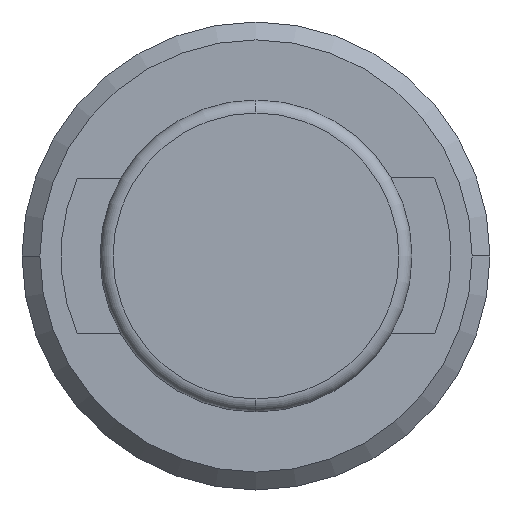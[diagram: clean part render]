
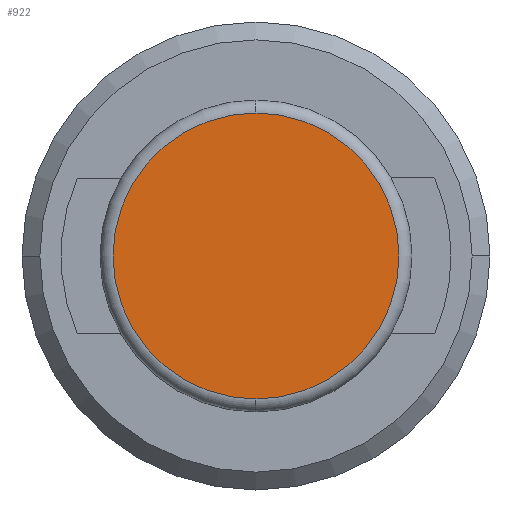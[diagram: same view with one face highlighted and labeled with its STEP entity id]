
A CAD part, left-side view. The second image highlights one B-rep face of the part: STEP entity #922.
In plain terms, the highlighted planar face has unit normal (-1, 0, 0).
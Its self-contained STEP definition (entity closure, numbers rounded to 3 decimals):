
#21 = DIRECTION ( 'NONE',  ( -1., 0., 0. ) ) ;
#73 = CARTESIAN_POINT ( 'NONE',  ( 0., 0., 0. ) ) ;
#191 = DIRECTION ( 'NONE',  ( 0., 0., 1. ) ) ;
#210 = ORIENTED_EDGE ( 'NONE', *, *, #824, .T. ) ;
#231 = CIRCLE ( 'NONE', #578, 22. ) ;
#260 = CIRCLE ( 'NONE', #1172, 22. ) ;
#299 = CARTESIAN_POINT ( 'NONE',  ( 0., 0., 0. ) ) ;
#418 = DIRECTION ( 'NONE',  ( 0., 0., 1. ) ) ;
#449 = VERTEX_POINT ( 'NONE', #782 ) ;
#556 = CARTESIAN_POINT ( 'NONE',  ( 0., 0., -22. ) ) ;
#578 = AXIS2_PLACEMENT_3D ( 'NONE', #73, #833, #191 ) ;
#580 = EDGE_LOOP ( 'NONE', ( #210, #1121 ) ) ;
#628 = VERTEX_POINT ( 'NONE', #556 ) ;
#668 = FACE_OUTER_BOUND ( 'NONE', #580, .T. ) ;
#684 = CARTESIAN_POINT ( 'NONE',  ( 0., 21.606, -21.606 ) ) ;
#782 = CARTESIAN_POINT ( 'NONE',  ( 0., 0., 22. ) ) ;
#789 = DIRECTION ( 'NONE',  ( 0., 0., 1. ) ) ;
#790 = EDGE_CURVE ( 'NONE', #628, #449, #260, .T. ) ;
#824 = EDGE_CURVE ( 'NONE', #449, #628, #231, .T. ) ;
#833 = DIRECTION ( 'NONE',  ( -1., 0., 0. ) ) ;
#922 = ADVANCED_FACE ( 'NONE', ( #668 ), #1315, .T. ) ;
#1044 = DIRECTION ( 'NONE',  ( -1., 0., 0. ) ) ;
#1121 = ORIENTED_EDGE ( 'NONE', *, *, #790, .T. ) ;
#1172 = AXIS2_PLACEMENT_3D ( 'NONE', #299, #1044, #418 ) ;
#1287 = AXIS2_PLACEMENT_3D ( 'NONE', #684, #21, #789 ) ;
#1315 = PLANE ( 'NONE',  #1287 ) ;
